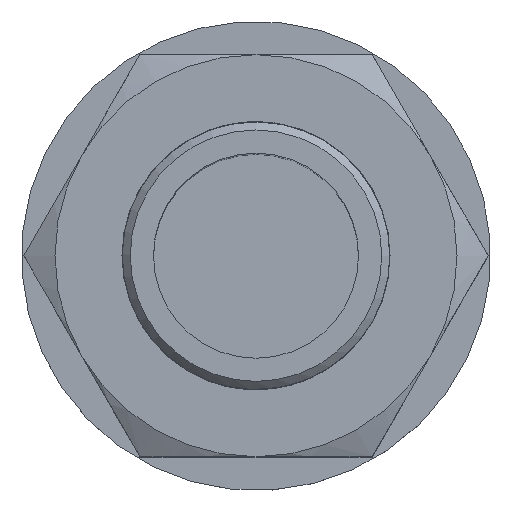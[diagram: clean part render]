
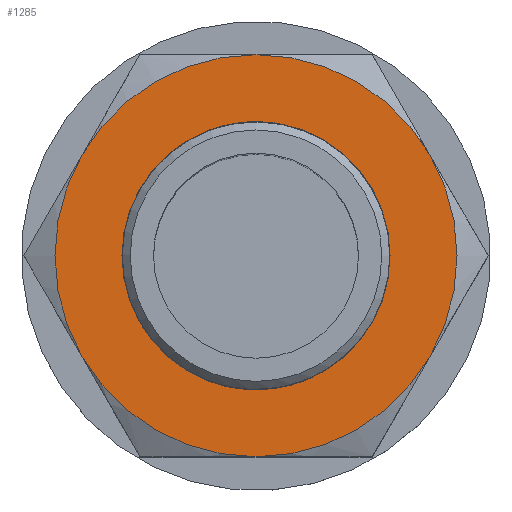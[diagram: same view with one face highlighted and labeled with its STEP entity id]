
A CAD part, top view. The second image highlights one B-rep face of the part: STEP entity #1285.
In plain terms, the highlighted planar face has unit normal (0, 0, 1).
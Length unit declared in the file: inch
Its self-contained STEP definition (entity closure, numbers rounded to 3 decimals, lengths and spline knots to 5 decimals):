
#184=PLANE('',#1434);
#219=FACE_BOUND('',#392,.T.);
#287=FACE_OUTER_BOUND('',#391,.T.);
#391=EDGE_LOOP('',(#950,#951,#952,#953,#954,#955));
#392=EDGE_LOOP('',(#956,#957,#958,#959));
#517=CIRCLE('',#1409,0.5);
#520=CIRCLE('',#1414,0.5);
#522=CIRCLE('',#1422,0.75);
#523=CIRCLE('',#1425,0.75);
#524=CIRCLE('',#1427,0.75);
#525=CIRCLE('',#1432,0.75);
#526=CIRCLE('',#1435,0.75);
#527=CIRCLE('',#1436,0.75);
#528=CIRCLE('',#1437,0.5);
#529=CIRCLE('',#1438,0.5);
#598=VERTEX_POINT('',#2049);
#599=VERTEX_POINT('',#2051);
#602=VERTEX_POINT('',#2058);
#603=VERTEX_POINT('',#2060);
#609=VERTEX_POINT('',#2335);
#612=VERTEX_POINT('',#2352);
#617=VERTEX_POINT('',#2373);
#618=VERTEX_POINT('',#2392);
#621=VERTEX_POINT('',#2416);
#624=VERTEX_POINT('',#2432);
#717=EDGE_CURVE('',#598,#599,#517,.T.);
#721=EDGE_CURVE('',#602,#603,#520,.T.);
#742=EDGE_CURVE('',#609,#617,#522,.T.);
#743=EDGE_CURVE('',#612,#609,#523,.T.);
#744=EDGE_CURVE('',#618,#612,#524,.T.);
#751=EDGE_CURVE('',#617,#621,#525,.T.);
#756=EDGE_CURVE('',#621,#624,#526,.T.);
#757=EDGE_CURVE('',#624,#618,#527,.T.);
#758=EDGE_CURVE('',#603,#598,#528,.T.);
#759=EDGE_CURVE('',#599,#602,#529,.T.);
#950=ORIENTED_EDGE('',*,*,#744,.T.);
#951=ORIENTED_EDGE('',*,*,#743,.T.);
#952=ORIENTED_EDGE('',*,*,#742,.T.);
#953=ORIENTED_EDGE('',*,*,#751,.T.);
#954=ORIENTED_EDGE('',*,*,#756,.T.);
#955=ORIENTED_EDGE('',*,*,#757,.T.);
#956=ORIENTED_EDGE('',*,*,#758,.F.);
#957=ORIENTED_EDGE('',*,*,#721,.F.);
#958=ORIENTED_EDGE('',*,*,#759,.F.);
#959=ORIENTED_EDGE('',*,*,#717,.F.);
#1285=ADVANCED_FACE('',(#287,#219),#184,.T.);
#1409=AXIS2_PLACEMENT_3D('',#2052,#1627,#1628);
#1414=AXIS2_PLACEMENT_3D('',#2061,#1637,#1638);
#1422=AXIS2_PLACEMENT_3D('',#2387,#1657,#1658);
#1425=AXIS2_PLACEMENT_3D('',#2390,#1663,#1664);
#1427=AXIS2_PLACEMENT_3D('',#2393,#1667,#1668);
#1432=AXIS2_PLACEMENT_3D('',#2417,#1678,#1679);
#1434=AXIS2_PLACEMENT_3D('',#2431,#1683,#1684);
#1435=AXIS2_PLACEMENT_3D('',#2433,#1685,#1686);
#1436=AXIS2_PLACEMENT_3D('',#2434,#1687,#1688);
#1437=AXIS2_PLACEMENT_3D('',#2435,#1689,#1690);
#1438=AXIS2_PLACEMENT_3D('',#2436,#1691,#1692);
#1627=DIRECTION('center_axis',(0.,0.,1.));
#1628=DIRECTION('ref_axis',(1.,0.,0.));
#1637=DIRECTION('center_axis',(0.,0.,1.));
#1638=DIRECTION('ref_axis',(1.,0.,0.));
#1657=DIRECTION('center_axis',(0.,0.,1.));
#1658=DIRECTION('ref_axis',(1.,0.,0.));
#1663=DIRECTION('center_axis',(0.,0.,1.));
#1664=DIRECTION('ref_axis',(1.,0.,0.));
#1667=DIRECTION('center_axis',(0.,0.,1.));
#1668=DIRECTION('ref_axis',(1.,0.,0.));
#1678=DIRECTION('center_axis',(0.,0.,1.));
#1679=DIRECTION('ref_axis',(1.,0.,0.));
#1683=DIRECTION('center_axis',(0.,0.,1.));
#1684=DIRECTION('ref_axis',(1.,0.,0.));
#1685=DIRECTION('center_axis',(0.,0.,1.));
#1686=DIRECTION('ref_axis',(1.,0.,0.));
#1687=DIRECTION('center_axis',(0.,0.,1.));
#1688=DIRECTION('ref_axis',(1.,0.,0.));
#1689=DIRECTION('center_axis',(0.,0.,1.));
#1690=DIRECTION('ref_axis',(1.,0.,0.));
#1691=DIRECTION('center_axis',(0.,0.,1.));
#1692=DIRECTION('ref_axis',(1.,0.,0.));
#2049=CARTESIAN_POINT('',(-0.17978,0.46656,2.34188));
#2051=CARTESIAN_POINT('',(-0.17978,-0.46656,2.34188));
#2052=CARTESIAN_POINT('Origin',(0.,0.,2.34188));
#2058=CARTESIAN_POINT('',(0.00253,-0.49999,2.34188));
#2060=CARTESIAN_POINT('',(0.00253,0.49999,2.34188));
#2061=CARTESIAN_POINT('Origin',(0.,0.,2.34188));
#2335=CARTESIAN_POINT('',(0.64952,0.375,2.34188));
#2352=CARTESIAN_POINT('',(0.64952,-0.375,2.34188));
#2373=CARTESIAN_POINT('',(0.,0.75,2.34188));
#2387=CARTESIAN_POINT('Origin',(0.,0.,2.34188));
#2390=CARTESIAN_POINT('Origin',(0.,0.,2.34188));
#2392=CARTESIAN_POINT('',(0.,-0.75,2.34188));
#2393=CARTESIAN_POINT('Origin',(0.,0.,2.34188));
#2416=CARTESIAN_POINT('',(-0.64952,0.375,2.34188));
#2417=CARTESIAN_POINT('Origin',(0.,0.,2.34188));
#2431=CARTESIAN_POINT('Origin',(0.43301,0.75,2.34188));
#2432=CARTESIAN_POINT('',(-0.64952,-0.375,2.34188));
#2433=CARTESIAN_POINT('Origin',(0.,0.,2.34188));
#2434=CARTESIAN_POINT('Origin',(0.,0.,2.34188));
#2435=CARTESIAN_POINT('Origin',(0.,0.,2.34188));
#2436=CARTESIAN_POINT('Origin',(0.,0.,2.34188));
